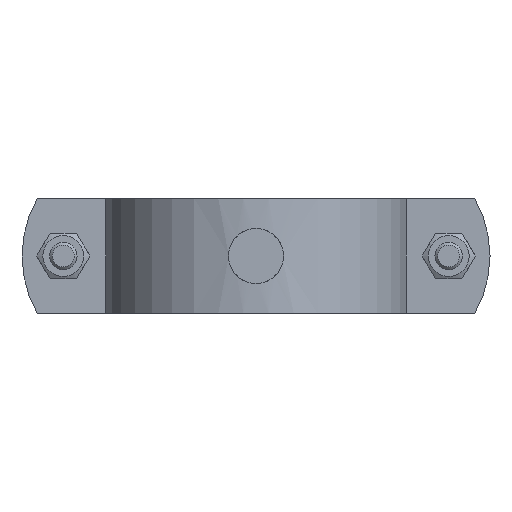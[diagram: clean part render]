
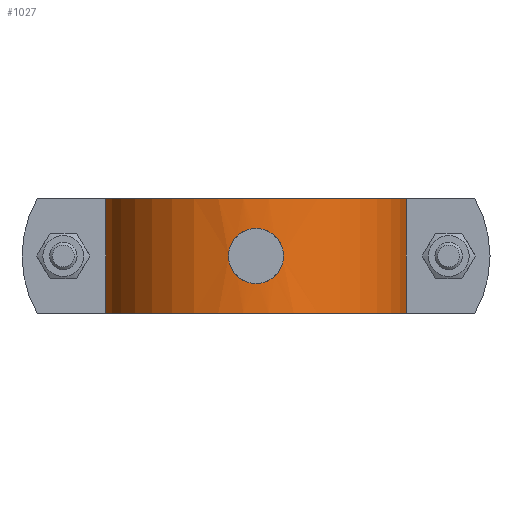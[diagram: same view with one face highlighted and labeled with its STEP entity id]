
A CAD part, front view. The second image highlights one B-rep face of the part: STEP entity #1027.
In plain terms, the highlighted cylindrical face has radius 33.15 mm (diameter 66.3 mm), a partial arc.
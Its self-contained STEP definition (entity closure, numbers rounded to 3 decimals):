
#588=CARTESIAN_POINT('',(6.0,32.602,0.));
#589=VERTEX_POINT('',#588);
#590=CARTESIAN_POINT('',(6.0,32.602,0.));
#591=CARTESIAN_POINT('',(6.0,32.602,0.634));
#592=CARTESIAN_POINT('',(5.895,32.622,1.302));
#593=CARTESIAN_POINT('',(5.679,32.66,1.937));
#594=CARTESIAN_POINT('',(5.458,32.698,2.585));
#595=CARTESIAN_POINT('',(5.121,32.755,3.197));
#596=CARTESIAN_POINT('',(4.708,32.814,3.72));
#597=CARTESIAN_POINT('',(4.545,32.837,3.925));
#598=CARTESIAN_POINT('',(4.373,32.861,4.116));
#599=CARTESIAN_POINT('',(4.192,32.884,4.293));
#600=CARTESIAN_POINT('',(3.72,32.944,4.754));
#601=CARTESIAN_POINT('',(3.142,33.007,5.159));
#602=CARTESIAN_POINT('',(2.508,33.055,5.451));
#603=CARTESIAN_POINT('',(1.897,33.101,5.732));
#604=CARTESIAN_POINT('',(1.233,33.133,5.908));
#605=CARTESIAN_POINT('',(0.583,33.145,5.972));
#606=CARTESIAN_POINT('',(0.208,33.151,6.008));
#607=CARTESIAN_POINT('',(-0.155,33.152,6.01));
#608=CARTESIAN_POINT('',(-0.529,33.146,5.977));
#609=CARTESIAN_POINT('',(-1.185,33.135,5.919));
#610=CARTESIAN_POINT('',(-1.857,33.104,5.746));
#611=CARTESIAN_POINT('',(-2.476,33.057,5.465));
#612=CARTESIAN_POINT('',(-3.085,33.012,5.189));
#613=CARTESIAN_POINT('',(-3.644,32.952,4.809));
#614=CARTESIAN_POINT('',(-4.108,32.895,4.374));
#615=CARTESIAN_POINT('',(-4.284,32.873,4.208));
#616=CARTESIAN_POINT('',(-4.448,32.851,4.034));
#617=CARTESIAN_POINT('',(-4.606,32.828,3.845));
#618=CARTESIAN_POINT('',(-5.03,32.769,3.338));
#619=CARTESIAN_POINT('',(-5.383,32.711,2.737));
#620=CARTESIAN_POINT('',(-5.622,32.67,2.096));
#621=CARTESIAN_POINT('',(-5.803,32.639,1.61));
#622=CARTESIAN_POINT('',(-5.92,32.617,1.101));
#623=CARTESIAN_POINT('',(-5.97,32.608,0.599));
#624=CARTESIAN_POINT('',(-6.008,32.601,0.224));
#625=CARTESIAN_POINT('',(-6.01,32.601,-0.141));
#626=CARTESIAN_POINT('',(-5.978,32.607,-0.515));
#627=CARTESIAN_POINT('',(-5.922,32.617,-1.168));
#628=CARTESIAN_POINT('',(-5.752,32.648,-1.836));
#629=CARTESIAN_POINT('',(-5.476,32.695,-2.453));
#630=CARTESIAN_POINT('',(-5.199,32.741,-3.071));
#631=CARTESIAN_POINT('',(-4.814,32.802,-3.638));
#632=CARTESIAN_POINT('',(-4.374,32.86,-4.107));
#633=CARTESIAN_POINT('',(-4.21,32.882,-4.282));
#634=CARTESIAN_POINT('',(-4.038,32.904,-4.445));
#635=CARTESIAN_POINT('',(-3.851,32.926,-4.601));
#636=CARTESIAN_POINT('',(-3.346,32.985,-5.023));
#637=CARTESIAN_POINT('',(-2.749,33.042,-5.376));
#638=CARTESIAN_POINT('',(-2.112,33.083,-5.616));
#639=CARTESIAN_POINT('',(-1.567,33.117,-5.821));
#640=CARTESIAN_POINT('',(-0.992,33.14,-5.944));
#641=CARTESIAN_POINT('',(-0.432,33.147,-5.984));
#642=CARTESIAN_POINT('',(-0.112,33.151,-6.007));
#643=CARTESIAN_POINT('',(0.199,33.151,-6.005));
#644=CARTESIAN_POINT('',(0.519,33.146,-5.978));
#645=CARTESIAN_POINT('',(1.17,33.136,-5.921));
#646=CARTESIAN_POINT('',(1.838,33.105,-5.751));
#647=CARTESIAN_POINT('',(2.454,33.059,-5.475));
#648=CARTESIAN_POINT('',(2.836,33.031,-5.304));
#649=CARTESIAN_POINT('',(3.2,32.997,-5.092));
#650=CARTESIAN_POINT('',(3.532,32.961,-4.85));
#651=CARTESIAN_POINT('',(3.765,32.936,-4.681));
#652=CARTESIAN_POINT('',(3.983,32.911,-4.496));
#653=CARTESIAN_POINT('',(4.182,32.885,-4.302));
#654=CARTESIAN_POINT('',(4.369,32.861,-4.12));
#655=CARTESIAN_POINT('',(4.546,32.837,-3.925));
#656=CARTESIAN_POINT('',(4.712,32.813,-3.714));
#657=CARTESIAN_POINT('',(5.122,32.755,-3.195));
#658=CARTESIAN_POINT('',(5.456,32.699,-2.587));
#659=CARTESIAN_POINT('',(5.676,32.66,-1.944));
#660=CARTESIAN_POINT('',(5.894,32.623,-1.308));
#661=CARTESIAN_POINT('',(6.0,32.602,-0.636));
#662=CARTESIAN_POINT('',(6.0,32.602,0.));
#663=B_SPLINE_CURVE_WITH_KNOTS('',3,(#590,#591,#592,#593,#594,#595,#596,#597,#598,#599,#600,#601,#602,#603,#604,#605,#606,#607,#608,#609,#610,#611,#612,#613,#614,#615,#616,#617,#618,#619,#620,#621,#622,#623,#624,#625,#626,#627,#628,#629,#630,#631,#632,#633,#634,#635,#636,#637,#638,#639,#640,#641,#642,#643,#644,#645,#646,#647,#648,#649,#650,#651,#652,#653,#654,#655,#656,#657,#658,#659,#660,#661,#662),.UNSPECIFIED.,.T.,.U.,(4,3,3,3,3,3,3,3,3,3,3,3,3,3,3,3,3,3,3,3,3,3,3,3,4),(0.0,0.19,0.384,0.46,0.658,0.849,0.958,1.151,1.341,1.413,1.606,1.753,1.863,2.055,2.247,2.318,2.511,2.676,2.77,2.961,3.08,3.163,3.241,3.434,3.625),.UNSPECIFIED.);
#664=EDGE_CURVE('',#589,#589,#663,.T.);
#845=CARTESIAN_POINT('',(32.771,5.,12.5));
#846=VERTEX_POINT('',#845);
#853=CARTESIAN_POINT('',(-32.771,5.,12.5));
#854=VERTEX_POINT('',#853);
#855=CARTESIAN_POINT('',(0.0,0.0,12.5));
#856=DIRECTION('',(0.0,0.0,-1.));
#857=DIRECTION('',(-0.989,-0.151,0.0));
#858=AXIS2_PLACEMENT_3D('',#855,#856,#857);
#859=CIRCLE('',#858,33.15);
#860=EDGE_CURVE('',#854,#846,#859,.T.);
#900=CARTESIAN_POINT('',(32.771,5.,-12.5));
#901=VERTEX_POINT('',#900);
#908=CARTESIAN_POINT('',(32.771,5.,12.5));
#909=DIRECTION('',(0.0,0.0,-1.0));
#910=VECTOR('',#909,25.0);
#911=LINE('',#908,#910);
#912=EDGE_CURVE('',#846,#901,#911,.T.);
#989=CARTESIAN_POINT('',(-32.771,5.,-12.5));
#990=VERTEX_POINT('',#989);
#997=CARTESIAN_POINT('',(0.0,0.0,-12.5));
#998=DIRECTION('',(0.0,0.0,1.));
#999=DIRECTION('',(-0.989,-0.151,0.0));
#1000=AXIS2_PLACEMENT_3D('',#997,#998,#999);
#1001=CIRCLE('',#1000,33.15);
#1002=EDGE_CURVE('',#901,#990,#1001,.T.);
#1008=CARTESIAN_POINT('',(0.0,0.0,0.0));
#1009=DIRECTION('',(0.0,0.0,1.0));
#1010=DIRECTION('',(-0.989,-0.151,0.0));
#1011=AXIS2_PLACEMENT_3D('',#1008,#1009,#1010);
#1012=CYLINDRICAL_SURFACE('',#1011,33.15);
#1013=ORIENTED_EDGE('',*,*,#860,.T.);
#1014=ORIENTED_EDGE('',*,*,#912,.T.);
#1015=ORIENTED_EDGE('',*,*,#1002,.T.);
#1016=CARTESIAN_POINT('',(-32.771,5.,12.5));
#1017=DIRECTION('',(0.0,0.0,-1.0));
#1018=VECTOR('',#1017,25.0);
#1019=LINE('',#1016,#1018);
#1020=EDGE_CURVE('',#854,#990,#1019,.T.);
#1021=ORIENTED_EDGE('',*,*,#1020,.F.);
#1022=EDGE_LOOP('',(#1013,#1014,#1015,#1021));
#1023=FACE_OUTER_BOUND('',#1022,.T.);
#1024=ORIENTED_EDGE('',*,*,#664,.T.);
#1025=EDGE_LOOP('',(#1024));
#1026=FACE_BOUND('',#1025,.T.);
#1027=ADVANCED_FACE('',(#1023,#1026),#1012,.T.);
